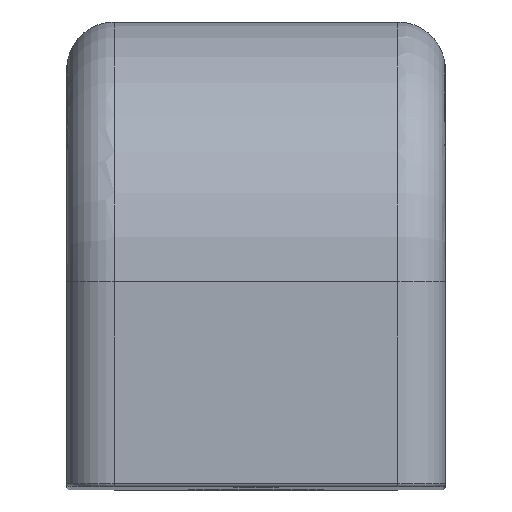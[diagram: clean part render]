
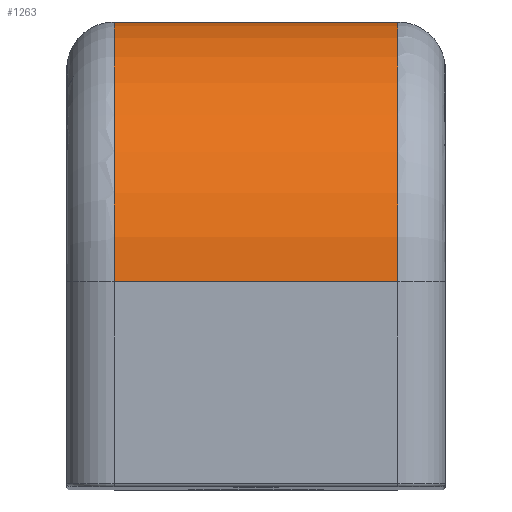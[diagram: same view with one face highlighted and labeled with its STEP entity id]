
A CAD part, top view. The second image highlights one B-rep face of the part: STEP entity #1263.
In plain terms, the highlighted cylindrical face has radius 16.5 mm (diameter 33 mm), a partial arc.
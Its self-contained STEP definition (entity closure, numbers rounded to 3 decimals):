
#95=CYLINDRICAL_SURFACE('',#1465,16.5);
#191=FACE_OUTER_BOUND('',#279,.T.);
#279=EDGE_LOOP('',(#1144,#1145,#1146,#1147));
#317=LINE('',#2327,#359);
#325=LINE('',#2590,#367);
#359=VECTOR('',#1721,10.);
#367=VECTOR('',#1863,10.);
#475=CIRCLE('',#1433,16.5);
#492=CIRCLE('',#1464,16.5);
#555=VERTEX_POINT('',#2153);
#571=VERTEX_POINT('',#2265);
#604=VERTEX_POINT('',#2555);
#609=VERTEX_POINT('',#2585);
#731=EDGE_CURVE('',#571,#555,#317,.T.);
#773=EDGE_CURVE('',#604,#555,#475,.T.);
#792=EDGE_CURVE('',#609,#604,#325,.T.);
#795=EDGE_CURVE('',#571,#609,#492,.T.);
#1144=ORIENTED_EDGE('',*,*,#773,.T.);
#1145=ORIENTED_EDGE('',*,*,#731,.F.);
#1146=ORIENTED_EDGE('',*,*,#795,.T.);
#1147=ORIENTED_EDGE('',*,*,#792,.T.);
#1263=ADVANCED_FACE('',(#191),#95,.T.);
#1433=AXIS2_PLACEMENT_3D('',#2556,#1809,#1810);
#1464=AXIS2_PLACEMENT_3D('',#2597,#1876,#1877);
#1465=AXIS2_PLACEMENT_3D('',#2598,#1878,#1879);
#1721=DIRECTION('',(1.,0.,0.));
#1809=DIRECTION('center_axis',(-1.,0.,0.));
#1810=DIRECTION('ref_axis',(0.,0.707,0.707));
#1863=DIRECTION('',(1.,0.,0.));
#1876=DIRECTION('center_axis',(1.,0.,0.));
#1877=DIRECTION('ref_axis',(0.,0.707,0.707));
#1878=DIRECTION('center_axis',(1.,0.,0.));
#1879=DIRECTION('ref_axis',(0.,-1.,0.));
#2153=CARTESIAN_POINT('',(9.,14.75,42.));
#2265=CARTESIAN_POINT('',(-9.,14.75,42.));
#2327=CARTESIAN_POINT('',(0.,14.75,42.));
#2555=CARTESIAN_POINT('',(9.,-1.75,58.5));
#2556=CARTESIAN_POINT('Origin',(9.,-1.75,42.));
#2585=CARTESIAN_POINT('',(-9.,-1.75,58.5));
#2590=CARTESIAN_POINT('',(0.,-1.75,58.5));
#2597=CARTESIAN_POINT('Origin',(-9.,-1.75,42.));
#2598=CARTESIAN_POINT('Origin',(0.,-1.75,42.));
